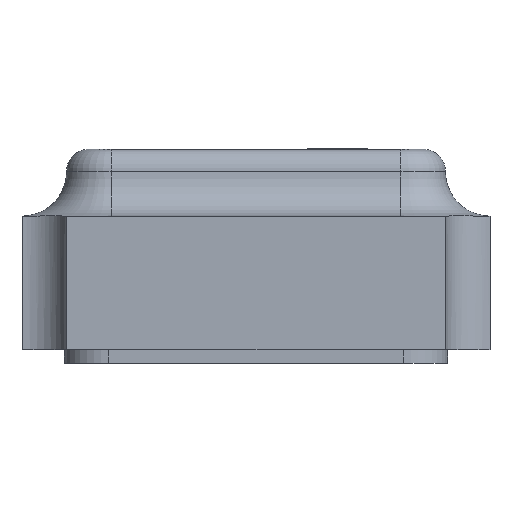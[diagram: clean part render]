
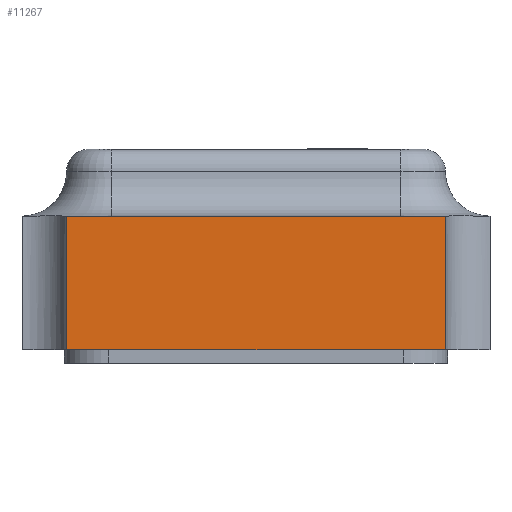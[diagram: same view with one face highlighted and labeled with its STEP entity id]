
A CAD part, left-side view. The second image highlights one B-rep face of the part: STEP entity #11267.
In plain terms, the highlighted planar face has unit normal (-1, 0, 0).
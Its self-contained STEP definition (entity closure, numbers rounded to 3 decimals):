
#229 = LINE ( 'NONE', #11460, #4807 ) ;
#490 = CARTESIAN_POINT ( 'NONE',  ( -0.825, -0.525, 0.33 ) ) ;
#637 = EDGE_CURVE ( 'NONE', #8164, #3573, #12511, .T. ) ;
#762 = VECTOR ( 'NONE', #12737, 1000. ) ;
#830 = AXIS2_PLACEMENT_3D ( 'NONE', #9906, #12092, #4828 ) ;
#1354 = DIRECTION ( 'NONE',  ( 0., -1., 0. ) ) ;
#1520 = CARTESIAN_POINT ( 'NONE',  ( -0.825, -0.525, 0.03 ) ) ;
#1848 = FACE_OUTER_BOUND ( 'NONE', #8997, .T. ) ;
#1880 = EDGE_CURVE ( 'NONE', #11788, #3488, #3245, .T. ) ;
#2067 = ORIENTED_EDGE ( 'NONE', *, *, #1880, .F. ) ;
#2118 = PLANE ( 'NONE',  #830 ) ;
#2162 = CARTESIAN_POINT ( 'NONE',  ( -0.825, -0.525, 0.33 ) ) ;
#2352 = VECTOR ( 'NONE', #4788, 1000. ) ;
#3245 = LINE ( 'NONE', #2162, #5459 ) ;
#3411 = DIRECTION ( 'NONE',  ( 0., -1., 0. ) ) ;
#3488 = VERTEX_POINT ( 'NONE', #5942 ) ;
#3573 = VERTEX_POINT ( 'NONE', #10826 ) ;
#3636 = LINE ( 'NONE', #9701, #762 ) ;
#3655 = LINE ( 'NONE', #1520, #12086 ) ;
#3823 = EDGE_CURVE ( 'NONE', #9448, #9000, #3655, .T. ) ;
#4788 = DIRECTION ( 'NONE',  ( 0., 0., -1. ) ) ;
#4807 = VECTOR ( 'NONE', #12505, 1000. ) ;
#4828 = DIRECTION ( 'NONE',  ( 0., 0., -1. ) ) ;
#5000 = ORIENTED_EDGE ( 'NONE', *, *, #3823, .T. ) ;
#5459 = VECTOR ( 'NONE', #1354, 1000. ) ;
#5942 = CARTESIAN_POINT ( 'NONE',  ( -0.825, -0.425, 0.33 ) ) ;
#6402 = ORIENTED_EDGE ( 'NONE', *, *, #637, .F. ) ;
#7590 = LINE ( 'NONE', #10804, #2352 ) ;
#7860 = EDGE_CURVE ( 'NONE', #9448, #8164, #3636, .T. ) ;
#8164 = VERTEX_POINT ( 'NONE', #10805 ) ;
#8342 = ORIENTED_EDGE ( 'NONE', *, *, #9932, .F. ) ;
#8704 = DIRECTION ( 'NONE',  ( 0., -1., 0. ) ) ;
#8793 = ORIENTED_EDGE ( 'NONE', *, *, #12910, .F. ) ;
#8997 = EDGE_LOOP ( 'NONE', ( #8342, #2067, #8793, #6402, #11524, #5000 ) ) ;
#9000 = VERTEX_POINT ( 'NONE', #9288 ) ;
#9288 = CARTESIAN_POINT ( 'NONE',  ( -0.825, -0.425, 0.03 ) ) ;
#9448 = VERTEX_POINT ( 'NONE', #9901 ) ;
#9628 = VECTOR ( 'NONE', #3411, 1000. ) ;
#9701 = CARTESIAN_POINT ( 'NONE',  ( -0.825, 0.425, 0.48 ) ) ;
#9901 = CARTESIAN_POINT ( 'NONE',  ( -0.825, 0.425, 0.03 ) ) ;
#9906 = CARTESIAN_POINT ( 'NONE',  ( -0.825, -0.525, 0.33 ) ) ;
#9932 = EDGE_CURVE ( 'NONE', #3488, #9000, #7590, .T. ) ;
#10804 = CARTESIAN_POINT ( 'NONE',  ( -0.825, -0.425, 0.48 ) ) ;
#10805 = CARTESIAN_POINT ( 'NONE',  ( -0.825, 0.425, 0.33 ) ) ;
#10826 = CARTESIAN_POINT ( 'NONE',  ( -0.825, 0.325, 0.33 ) ) ;
#11267 = ADVANCED_FACE ( 'NONE', ( #1848 ), #2118, .F. ) ;
#11460 = CARTESIAN_POINT ( 'NONE',  ( -0.825, -0.525, 0.33 ) ) ;
#11524 = ORIENTED_EDGE ( 'NONE', *, *, #7860, .F. ) ;
#11788 = VERTEX_POINT ( 'NONE', #12723 ) ;
#12086 = VECTOR ( 'NONE', #8704, 1000. ) ;
#12092 = DIRECTION ( 'NONE',  ( 1., 0., 0. ) ) ;
#12505 = DIRECTION ( 'NONE',  ( 0., -1., 0. ) ) ;
#12511 = LINE ( 'NONE', #490, #9628 ) ;
#12723 = CARTESIAN_POINT ( 'NONE',  ( -0.825, -0.325, 0.33 ) ) ;
#12737 = DIRECTION ( 'NONE',  ( 0., 0., 1. ) ) ;
#12910 = EDGE_CURVE ( 'NONE', #3573, #11788, #229, .T. ) ;
